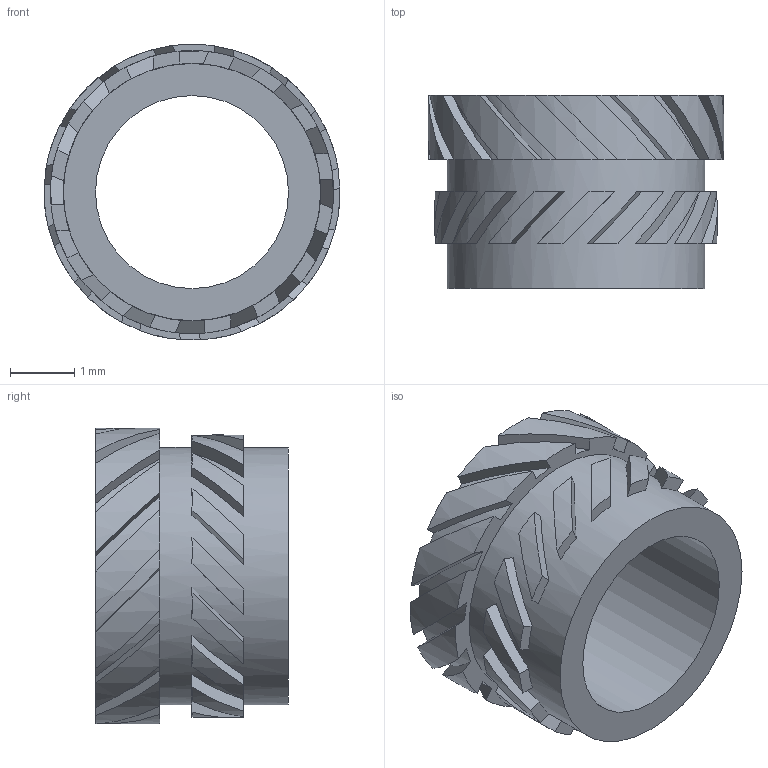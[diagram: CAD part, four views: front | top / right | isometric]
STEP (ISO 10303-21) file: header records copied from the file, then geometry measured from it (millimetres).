
FILE_DESCRIPTION(/* description */ (''),/* implementation_level */ '2;1');
FILE_NAME(/* name */ 'Threaded insert M3 Short.stp',/* time_stamp */ '2022-09-10T12:43:30+02:00',/* author */ ('niels'),/* organization */ (''),/* preprocessor_version */ 'ST-DEVELOPER v18',/* originating_system */ 'Autodesk Inventor 2020',/* authorisation */ '');
FILE_SCHEMA (('AUTOMOTIVE_DESIGN { 1 0 10303 214 3 1 1 }'));
Length unit declared in the file: millimetre
Products named in the file (1): Threaded insert M3 Short
Bounding box: 4.6 x 3 x 4.6 mm (x, y, z)
Volume: 20.7 mm3; surface area: 103.6 mm2
Topology: 1 solids, 1 shells, 145 faces, 385 edges, 258 vertices
Faces by surface type: plane 97, cylinder 48
Full cylindrical faces by diameter (mm): 3 x1, 4 x1
Entity records: 4714 total; most frequent: DIRECTION 935, CARTESIAN_POINT 789, ORIENTED_EDGE 770, AXIS2_PLACEMENT_3D 404, EDGE_CURVE 385, VERTEX_POINT 258, EDGE_LOOP 163, FACE_OUTER_BOUND 145
